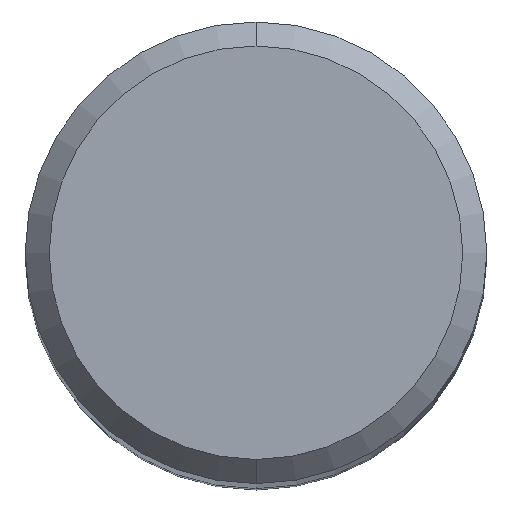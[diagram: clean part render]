
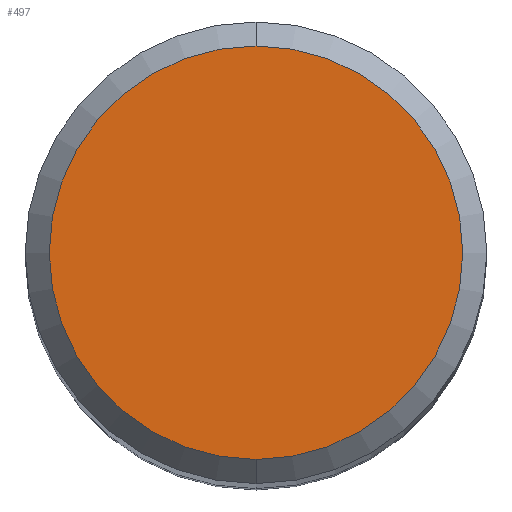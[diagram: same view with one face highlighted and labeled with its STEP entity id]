
A CAD part, top view. The second image highlights one B-rep face of the part: STEP entity #497.
In plain terms, the highlighted planar face has unit normal (0, 0, 1).
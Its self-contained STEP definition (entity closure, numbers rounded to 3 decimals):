
#229=EDGE_CURVE('',#303,#267,#616,.T.);
#267=VERTEX_POINT('',#660);
#303=VERTEX_POINT('',#699);
#351=EDGE_CURVE('',#267,#303,#751,.T.);
#497=ADVANCED_FACE('',(#911),#912,.T.);
#616=CIRCLE('',#1055,4.3);
#660=CARTESIAN_POINT('',(0.0,4.3,0.0));
#699=CARTESIAN_POINT('',(0.,-4.3,0.0));
#751=CIRCLE('',#1330,4.3);
#911=FACE_OUTER_BOUND('',#1618,.T.);
#912=PLANE('',#1619);
#1055=AXIS2_PLACEMENT_3D('',#1807,#1808,#1809);
#1330=AXIS2_PLACEMENT_3D('',#1948,#1949,#1950);
#1618=EDGE_LOOP('',(#2143,#2144));
#1619=AXIS2_PLACEMENT_3D('',#2145,#2146,#2147);
#1807=CARTESIAN_POINT('',(0.0,0.0,0.0));
#1808=DIRECTION('',(0.0,0.0,-1.0));
#1809=DIRECTION('',(0.0,1.0,0.0));
#1948=CARTESIAN_POINT('',(0.0,0.0,0.0));
#1949=DIRECTION('',(0.0,0.0,-1.0));
#1950=DIRECTION('',(0.0,1.0,0.0));
#2143=ORIENTED_EDGE('',*,*,#351,.F.);
#2144=ORIENTED_EDGE('',*,*,#229,.F.);
#2145=CARTESIAN_POINT('',(0.0,2.15,0.0));
#2146=DIRECTION('',(-0.0,0.0,1.0));
#2147=DIRECTION('',(0.0,-1.0,0.0));
